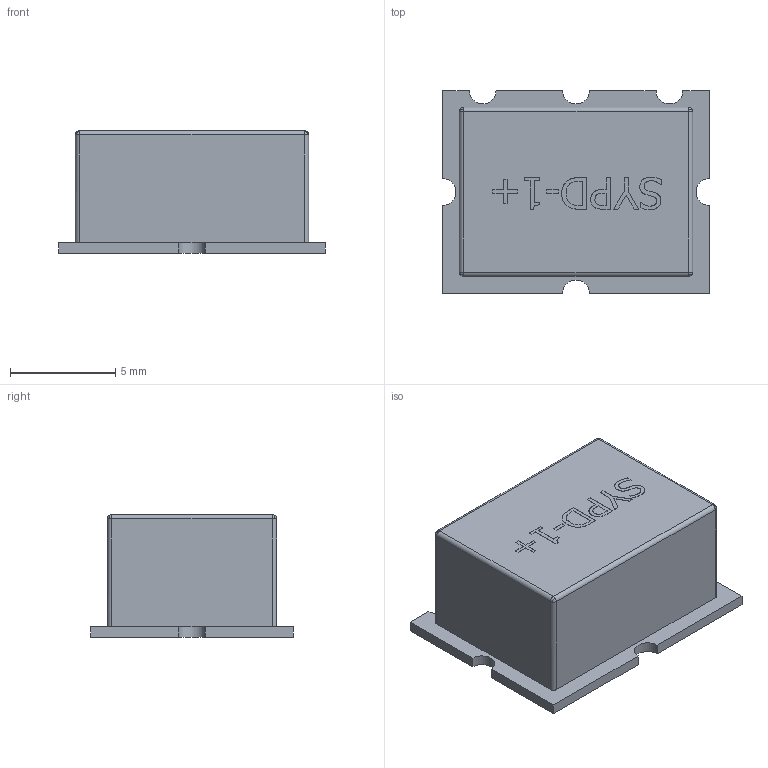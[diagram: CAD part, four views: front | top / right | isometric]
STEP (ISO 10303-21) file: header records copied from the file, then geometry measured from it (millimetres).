
FILE_DESCRIPTION (( 'STEP AP214' ), '1' );
FILE_NAME ('User Library-SYPD-1.STEP', '2022-01-19T12:12:56', ( '' ), ( '' ), 'SwSTEP 2.0', 'SolidWorks 2021', '' );
FILE_SCHEMA (( 'AUTOMOTIVE_DESIGN' ));
Length unit declared in the file: millimetre
Products named in the file (1): User Library-SYPD-1
Bounding box: 12.7 x 9.65 x 5.84 mm (x, y, z)
Volume: 536.3 mm3; surface area: 461.9 mm2
Topology: 1 solids, 1 shells, 135 faces, 369 edges, 238 vertices
Faces by surface type: plane 79, bspline 41, cylinder 15
Entity records: 4829 total; most frequent: CARTESIAN_POINT 1284, ORIENTED_EDGE 722, DIRECTION 531, EDGE_CURVE 361, VECTOR 249, LINE 249, VERTEX_POINT 238, EDGE_LOOP 145
